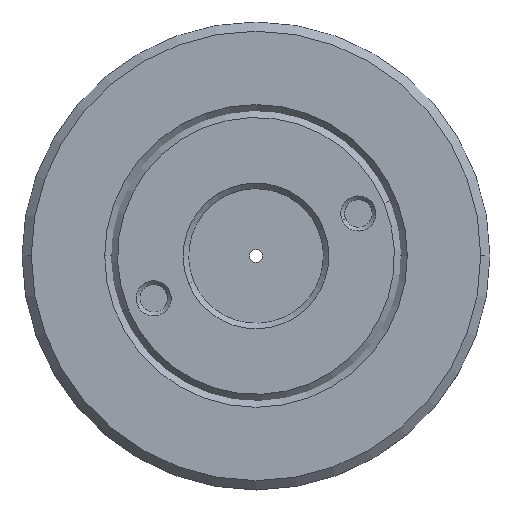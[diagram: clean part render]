
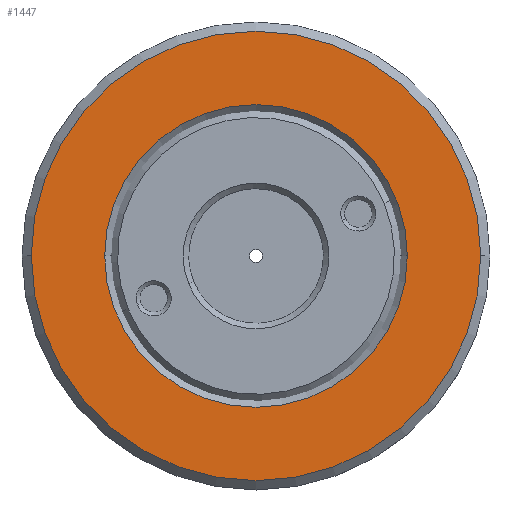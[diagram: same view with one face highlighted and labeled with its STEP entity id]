
A CAD part, top view. The second image highlights one B-rep face of the part: STEP entity #1447.
In plain terms, the highlighted planar face has unit normal (0, 0, 1).
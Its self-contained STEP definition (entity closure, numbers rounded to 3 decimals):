
#1059 = CARTESIAN_POINT ( 'NONE',  ( -42.847, 1.756, 4.599 ) ) ;
#1447 = ADVANCED_FACE ( 'NONE', ( #12666, #12474 ), #9530, .T. ) ;
#2012 = EDGE_CURVE ( 'NONE', #13158, #15306, #17808, .T. ) ;
#2503 = DIRECTION ( 'NONE',  ( 1., 0., 0. ) ) ;
#3151 = CARTESIAN_POINT ( 'NONE',  ( -22.472, 1.756, 4.599 ) ) ;
#3330 = AXIS2_PLACEMENT_3D ( 'NONE', #8458, #6947, #2503 ) ;
#4750 = CARTESIAN_POINT ( 'NONE',  ( -30.672, 1.756, 4.599 ) ) ;
#4998 = DIRECTION ( 'NONE',  ( 0., 0., 1. ) ) ;
#5095 = CARTESIAN_POINT ( 'NONE',  ( -30.672, 1.756, 4.599 ) ) ;
#5156 = ORIENTED_EDGE ( 'NONE', *, *, #7628, .F. ) ;
#5233 = CARTESIAN_POINT ( 'NONE',  ( -30.672, 1.756, 4.599 ) ) ;
#5301 = EDGE_LOOP ( 'NONE', ( #5156, #11474 ) ) ;
#6183 = CIRCLE ( 'NONE', #8905, 12.175 ) ;
#6589 = ORIENTED_EDGE ( 'NONE', *, *, #17050, .T. ) ;
#6947 = DIRECTION ( 'NONE',  ( 0., 0., -1. ) ) ;
#7006 = EDGE_CURVE ( 'NONE', #15522, #16385, #15836, .T. ) ;
#7032 = DIRECTION ( 'NONE',  ( 1., 0., 0. ) ) ;
#7628 = EDGE_CURVE ( 'NONE', #16385, #15522, #6183, .T. ) ;
#8202 = DIRECTION ( 'NONE',  ( 1., 0., 0. ) ) ;
#8458 = CARTESIAN_POINT ( 'NONE',  ( -30.672, 1.756, 4.599 ) ) ;
#8905 = AXIS2_PLACEMENT_3D ( 'NONE', #15182, #17647, #9141 ) ;
#9097 = DIRECTION ( 'NONE',  ( 0., 0., -1. ) ) ;
#9141 = DIRECTION ( 'NONE',  ( -1., 0., 0. ) ) ;
#9378 = CARTESIAN_POINT ( 'NONE',  ( -38.872, 1.756, 4.599 ) ) ;
#9530 = PLANE ( 'NONE',  #9935 ) ;
#9935 = AXIS2_PLACEMENT_3D ( 'NONE', #5095, #4998, #8202 ) ;
#10163 = DIRECTION ( 'NONE',  ( -1., 0., 0. ) ) ;
#10759 = AXIS2_PLACEMENT_3D ( 'NONE', #5233, #18474, #7032 ) ;
#11474 = ORIENTED_EDGE ( 'NONE', *, *, #7006, .F. ) ;
#11899 = EDGE_LOOP ( 'NONE', ( #14581, #6589 ) ) ;
#12474 = FACE_OUTER_BOUND ( 'NONE', #5301, .T. ) ;
#12666 = FACE_BOUND ( 'NONE', #11899, .T. ) ;
#13075 = CARTESIAN_POINT ( 'NONE',  ( -18.497, 1.756, 4.599 ) ) ;
#13158 = VERTEX_POINT ( 'NONE', #3151 ) ;
#14581 = ORIENTED_EDGE ( 'NONE', *, *, #2012, .T. ) ;
#15182 = CARTESIAN_POINT ( 'NONE',  ( -30.672, 1.756, 4.599 ) ) ;
#15223 = AXIS2_PLACEMENT_3D ( 'NONE', #4750, #9097, #10163 ) ;
#15306 = VERTEX_POINT ( 'NONE', #9378 ) ;
#15522 = VERTEX_POINT ( 'NONE', #13075 ) ;
#15836 = CIRCLE ( 'NONE', #15223, 12.175 ) ;
#16385 = VERTEX_POINT ( 'NONE', #1059 ) ;
#17050 = EDGE_CURVE ( 'NONE', #15306, #13158, #17095, .T. ) ;
#17095 = CIRCLE ( 'NONE', #10759, 8.2 ) ;
#17647 = DIRECTION ( 'NONE',  ( 0., 0., -1. ) ) ;
#17808 = CIRCLE ( 'NONE', #3330, 8.2 ) ;
#18474 = DIRECTION ( 'NONE',  ( 0., 0., -1. ) ) ;
